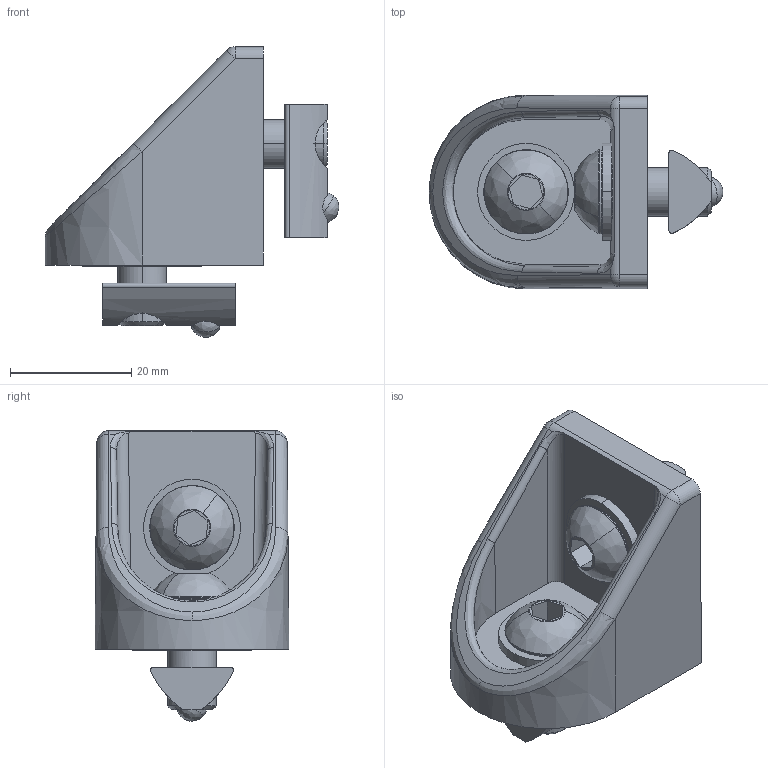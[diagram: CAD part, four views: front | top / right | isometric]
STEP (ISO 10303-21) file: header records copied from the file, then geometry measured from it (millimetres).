
FILE_DESCRIPTION (( 'STEP AP214' ), '1' );
FILE_NAME ('202311005.STEP', '2014-02-20T10:43:06', ( '' ), ( '' ), 'SwSTEP 2.0', 'SolidWorks 2014', '' );
FILE_SCHEMA (( 'AUTOMOTIVE_DESIGN' ));
Length unit declared in the file: millimetre
Products named in the file (1): 202311005
Bounding box: 48.49 x 32 x 47.91 mm (x, y, z)
Volume: 19806.7 mm3; surface area: 12409.2 mm2
Topology: 10 solids, 10 shells, 165 faces, 399 edges, 251 vertices
Faces by surface type: cylinder 53, plane 52, cone 29, bspline 29, sphere 2
Entity records: 7914 total; most frequent: CARTESIAN_POINT 2189, DIRECTION 806, ORIENTED_EDGE 778, EDGE_CURVE 389, AXIS2_PLACEMENT_3D 322, VERTEX_POINT 250, EDGE_LOOP 185, CIRCLE 185
